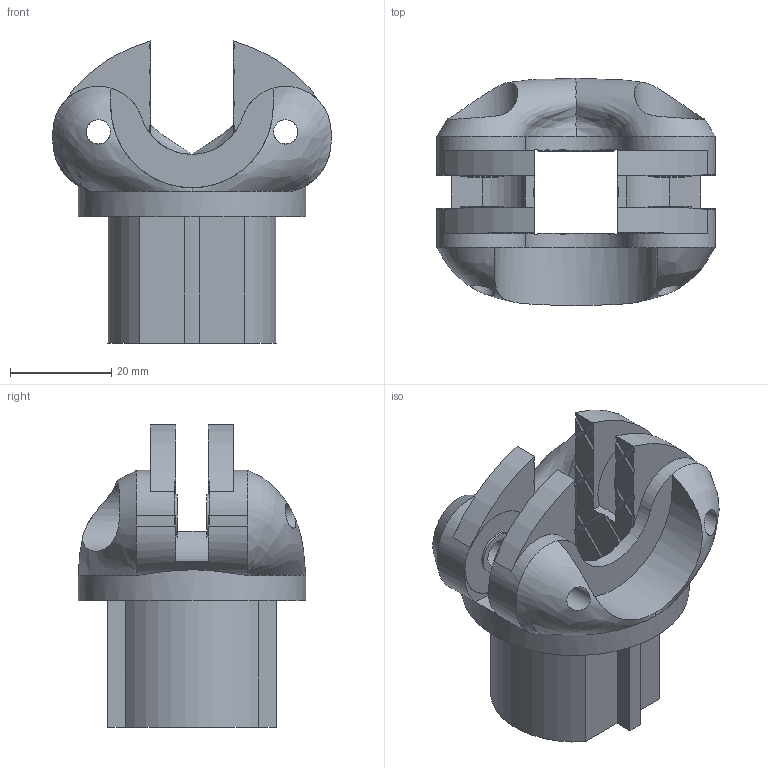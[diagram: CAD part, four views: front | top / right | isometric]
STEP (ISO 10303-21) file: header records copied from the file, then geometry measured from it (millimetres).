
FILE_DESCRIPTION(/* description */ ('STEP AP214'),/* implementation_level */ '2;1');
FILE_NAME(/* name */ '683c50e94258294a187f3d15',/* time_stamp */ '2025-06-01T13:08:59Z',/* author */ (''),/* organization */ (''),/* preprocessor_version */ 'ST-DEVELOPER v20',/* originating_system */ 'ONSHAPE BY PTC INC, 1.198',/* authorisation */ ' ');
FILE_SCHEMA (('AUTOMOTIVE_DESIGN {1 0 10303 214 3 1 1}'));
Length unit declared in the file: metre
Products named in the file (1): Sliding_Tube_13
Bounding box: 55 x 45 x 59.77 mm (x, y, z)
Volume: 40712.2 mm3; surface area: 15768.8 mm2
Topology: 1 solids, 1 shells, 426 faces, 1202 edges, 794 vertices
Faces by surface type: cylinder 220, plane 202, bspline 4
Full cylindrical faces by diameter (mm): 4.8 x2, 6 x2, 8.5 x4, 14 x2, 45 x1
Entity records: 15641 total; most frequent: CARTESIAN_POINT 4554, ORIENTED_EDGE 2364, DIRECTION 2319, EDGE_CURVE 1182, AXIS2_PLACEMENT_3D 888, VERTEX_POINT 789, LINE 543, VECTOR 543
